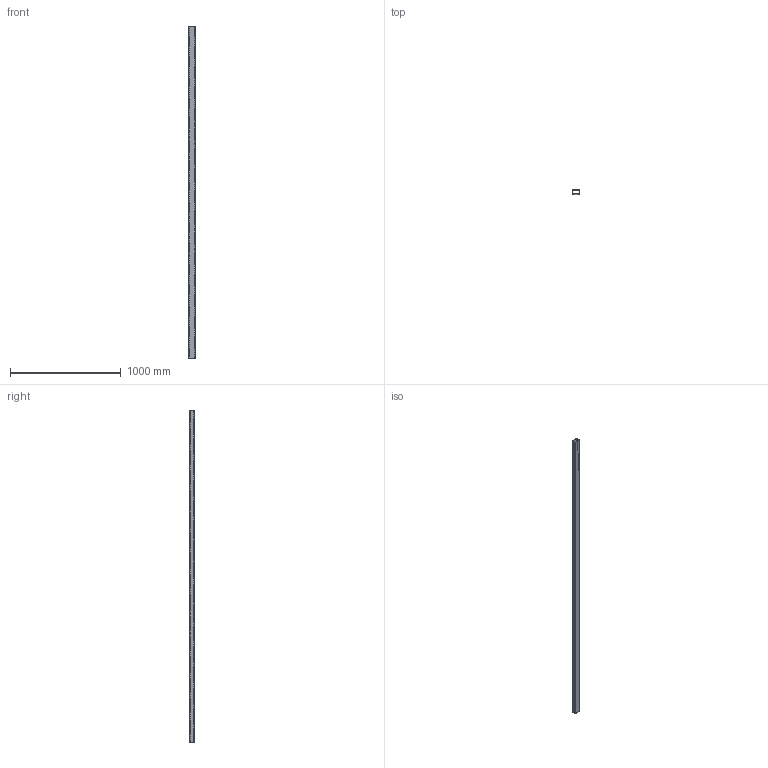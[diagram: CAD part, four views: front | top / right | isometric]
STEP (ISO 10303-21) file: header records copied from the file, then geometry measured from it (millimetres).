
FILE_DESCRIPTION (( 'STEP AP203' ), '1' );
FILE_NAME ('6995.step', '2021-12-22T10:31:48', ( '' ), ( '' ), 'SwSTEP 2.0', 'SolidWorks 2018', '' );
FILE_SCHEMA (( 'CONFIG_CONTROL_DESIGN' ));
Products named in the file (2): 6995
Bounding box: 60 x 40 x 3000 mm (x, y, z)
Volume: 1386628.2 mm3; surface area: 1113394.7 mm2
Topology: 1 solids, 1 shells, 1794 faces, 4724 edges, 3548 vertices
Faces by surface type: torus 1104, cylinder 508, plane 99, bspline 83
Entity records: 127131 total; most frequent: CARTESIAN_POINT 88245, ORIENTED_EDGE 9448, DIRECTION 4808, EDGE_CURVE 4724, VERTEX_POINT 3548, B_SPLINE_CURVE_WITH_KNOTS 3370, EDGE_LOOP 2412, FACE_OUTER_BOUND 1794
